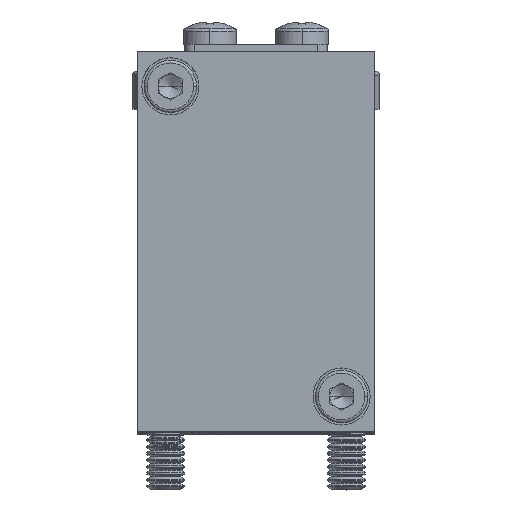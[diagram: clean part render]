
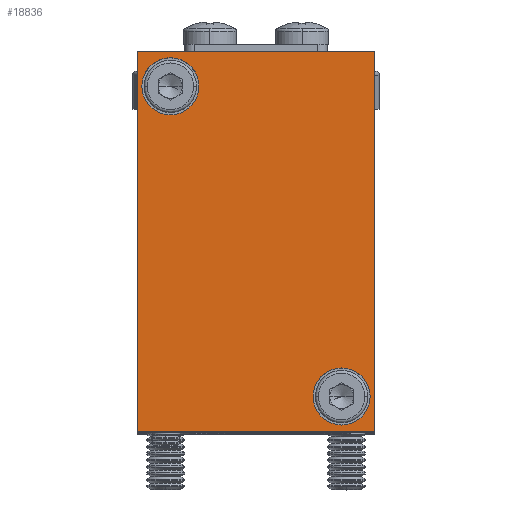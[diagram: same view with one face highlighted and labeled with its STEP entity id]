
A CAD part, top view. The second image highlights one B-rep face of the part: STEP entity #18836.
In plain terms, the highlighted planar face has unit normal (0, 0, 1).
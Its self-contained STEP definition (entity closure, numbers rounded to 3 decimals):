
#45 = CARTESIAN_POINT ( 'NONE',  ( 0., 0., 102.7 ) ) ;
#1596 = DIRECTION ( 'NONE',  ( 0., 0., 1. ) ) ;
#1613 = VERTEX_POINT ( 'NONE', #39177 ) ;
#2736 = DIRECTION ( 'NONE',  ( 1., 0., 0. ) ) ;
#3726 = CIRCLE ( 'NONE', #45422, 3. ) ;
#4288 = VECTOR ( 'NONE', #31747, 1000. ) ;
#5140 = FACE_BOUND ( 'NONE', #34438, .T. ) ;
#5170 = CIRCLE ( 'NONE', #43482, 3. ) ;
#5251 = ORIENTED_EDGE ( 'NONE', *, *, #5987, .T. ) ;
#5426 = LINE ( 'NONE', #17259, #4288 ) ;
#5987 = EDGE_CURVE ( 'NONE', #37627, #37972, #5426, .T. ) ;
#6214 = VECTOR ( 'NONE', #45753, 1000. ) ;
#6851 = CARTESIAN_POINT ( 'NONE',  ( 0., 0., 102.7 ) ) ;
#7143 = DIRECTION ( 'NONE',  ( 0., 0., 1. ) ) ;
#7619 = DIRECTION ( 'NONE',  ( -1., 0., 0. ) ) ;
#8925 = CARTESIAN_POINT ( 'NONE',  ( 0.5, 36.3, 102.7 ) ) ;
#9085 = DIRECTION ( 'NONE',  ( -1., 0., 0. ) ) ;
#10620 = CARTESIAN_POINT ( 'NONE',  ( 25., 40., 102.7 ) ) ;
#11138 = ORIENTED_EDGE ( 'NONE', *, *, #44313, .T. ) ;
#11618 = AXIS2_PLACEMENT_3D ( 'NONE', #33522, #11868, #37130 ) ;
#11695 = VECTOR ( 'NONE', #28542, 1000. ) ;
#11868 = DIRECTION ( 'NONE',  ( 0., 0., 1. ) ) ;
#14292 = VECTOR ( 'NONE', #9085, 1000. ) ;
#14956 = CARTESIAN_POINT ( 'NONE',  ( 25., 0., 102.7 ) ) ;
#15334 = VERTEX_POINT ( 'NONE', #45 ) ;
#15698 = CARTESIAN_POINT ( 'NONE',  ( 0., 40., 102.7 ) ) ;
#15834 = LINE ( 'NONE', #42138, #6214 ) ;
#17259 = CARTESIAN_POINT ( 'NONE',  ( 25., 0., 102.7 ) ) ;
#17539 = ORIENTED_EDGE ( 'NONE', *, *, #24248, .T. ) ;
#17885 = ORIENTED_EDGE ( 'NONE', *, *, #33703, .F. ) ;
#18272 = AXIS2_PLACEMENT_3D ( 'NONE', #46001, #24398, #2736 ) ;
#18389 = CARTESIAN_POINT ( 'NONE',  ( 0., 40., 102.7 ) ) ;
#18836 = ADVANCED_FACE ( 'NONE', ( #5140, #23251, #42452 ), #32707, .F. ) ;
#19616 = CIRCLE ( 'NONE', #18272, 3. ) ;
#20380 = ORIENTED_EDGE ( 'NONE', *, *, #27336, .F. ) ;
#21178 = EDGE_LOOP ( 'NONE', ( #17885, #35725 ) ) ;
#21390 = LINE ( 'NONE', #6851, #11695 ) ;
#22214 = AXIS2_PLACEMENT_3D ( 'NONE', #18389, #29268, #7619 ) ;
#23251 = FACE_BOUND ( 'NONE', #21178, .T. ) ;
#23252 = CARTESIAN_POINT ( 'NONE',  ( 21.5, 3.7, 102.7 ) ) ;
#23372 = EDGE_CURVE ( 'NONE', #35581, #34732, #5170, .T. ) ;
#24248 = EDGE_CURVE ( 'NONE', #15334, #37627, #15834, .T. ) ;
#24398 = DIRECTION ( 'NONE',  ( 0., 0., 1. ) ) ;
#26896 = DIRECTION ( 'NONE',  ( 1., 0., 0. ) ) ;
#27336 = EDGE_CURVE ( 'NONE', #34732, #35581, #19616, .T. ) ;
#27667 = CARTESIAN_POINT ( 'NONE',  ( 24.5, 3.7, 102.7 ) ) ;
#28542 = DIRECTION ( 'NONE',  ( 0., -1., 0. ) ) ;
#28811 = CARTESIAN_POINT ( 'NONE',  ( 3.5, 36.3, 102.7 ) ) ;
#29057 = ORIENTED_EDGE ( 'NONE', *, *, #23372, .F. ) ;
#29268 = DIRECTION ( 'NONE',  ( 0., 0., -1. ) ) ;
#30746 = CARTESIAN_POINT ( 'NONE',  ( 0., 40., 102.7 ) ) ;
#31140 = EDGE_LOOP ( 'NONE', ( #45736, #17539, #5251, #11138 ) ) ;
#31747 = DIRECTION ( 'NONE',  ( 0., 1., 0. ) ) ;
#32372 = LINE ( 'NONE', #30746, #14292 ) ;
#32410 = DIRECTION ( 'NONE',  ( 1., 0., 0. ) ) ;
#32707 = PLANE ( 'NONE',  #22214 ) ;
#33137 = CARTESIAN_POINT ( 'NONE',  ( 6.5, 36.3, 102.7 ) ) ;
#33522 = CARTESIAN_POINT ( 'NONE',  ( 21.5, 3.7, 102.7 ) ) ;
#33703 = EDGE_CURVE ( 'NONE', #43139, #1613, #3726, .T. ) ;
#34438 = EDGE_LOOP ( 'NONE', ( #29057, #20380 ) ) ;
#34732 = VERTEX_POINT ( 'NONE', #8925 ) ;
#35581 = VERTEX_POINT ( 'NONE', #33137 ) ;
#35725 = ORIENTED_EDGE ( 'NONE', *, *, #46172, .F. ) ;
#37130 = DIRECTION ( 'NONE',  ( 1., 0., 0. ) ) ;
#37263 = CIRCLE ( 'NONE', #11618, 3. ) ;
#37627 = VERTEX_POINT ( 'NONE', #14956 ) ;
#37935 = EDGE_CURVE ( 'NONE', #46224, #15334, #21390, .T. ) ;
#37972 = VERTEX_POINT ( 'NONE', #10620 ) ;
#39177 = CARTESIAN_POINT ( 'NONE',  ( 18.5, 3.7, 102.7 ) ) ;
#42138 = CARTESIAN_POINT ( 'NONE',  ( 0., 0., 102.7 ) ) ;
#42452 = FACE_OUTER_BOUND ( 'NONE', #31140, .T. ) ;
#43139 = VERTEX_POINT ( 'NONE', #27667 ) ;
#43482 = AXIS2_PLACEMENT_3D ( 'NONE', #28811, #7143, #32410 ) ;
#44313 = EDGE_CURVE ( 'NONE', #37972, #46224, #32372, .T. ) ;
#45422 = AXIS2_PLACEMENT_3D ( 'NONE', #23252, #1596, #26896 ) ;
#45736 = ORIENTED_EDGE ( 'NONE', *, *, #37935, .T. ) ;
#45753 = DIRECTION ( 'NONE',  ( 1., 0., 0. ) ) ;
#46001 = CARTESIAN_POINT ( 'NONE',  ( 3.5, 36.3, 102.7 ) ) ;
#46172 = EDGE_CURVE ( 'NONE', #1613, #43139, #37263, .T. ) ;
#46224 = VERTEX_POINT ( 'NONE', #15698 ) ;
